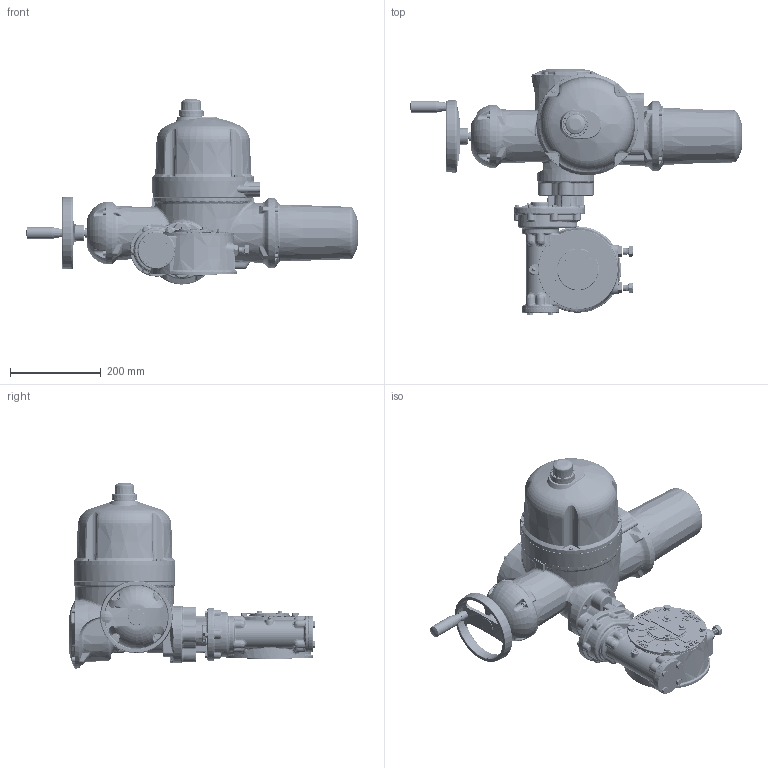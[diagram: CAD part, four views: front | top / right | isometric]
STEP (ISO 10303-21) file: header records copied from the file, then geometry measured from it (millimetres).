
FILE_DESCRIPTION (( 'STEP AP203' ), '1' );
FILE_NAME ('CD_02990_FR_EN.STEP', '2020-09-22T21:51:54', ( '' ), ( '' ), 'SwSTEP 2.0', 'SolidWorks 2017', '' );
FILE_SCHEMA (( 'CONFIG_CONTROL_DESIGN' ));
Length unit declared in the file: millimetre
Products named in the file (1): CD_02990_FR_EN
Bounding box: 730.2 x 541.8 x 407.26 mm (x, y, z)
Surface area: 1139487.7 mm2 (no closed solid volume)
Topology: 0 solids, 137 shells, 9740 faces, 24059 edges, 14019 vertices
Faces by surface type: bspline 4109, plane 1967, cylinder 1492, torus 1097, cone 831, sphere 244
Entity records: 433714 total; most frequent: CARTESIAN_POINT 237082, ORIENTED_EDGE 45997, DIRECTION 34111, EDGE_CURVE 23578, AXIS2_PLACEMENT_3D 14356, VERTEX_POINT 14015, EDGE_LOOP 10060, ADVANCED_FACE 9740
